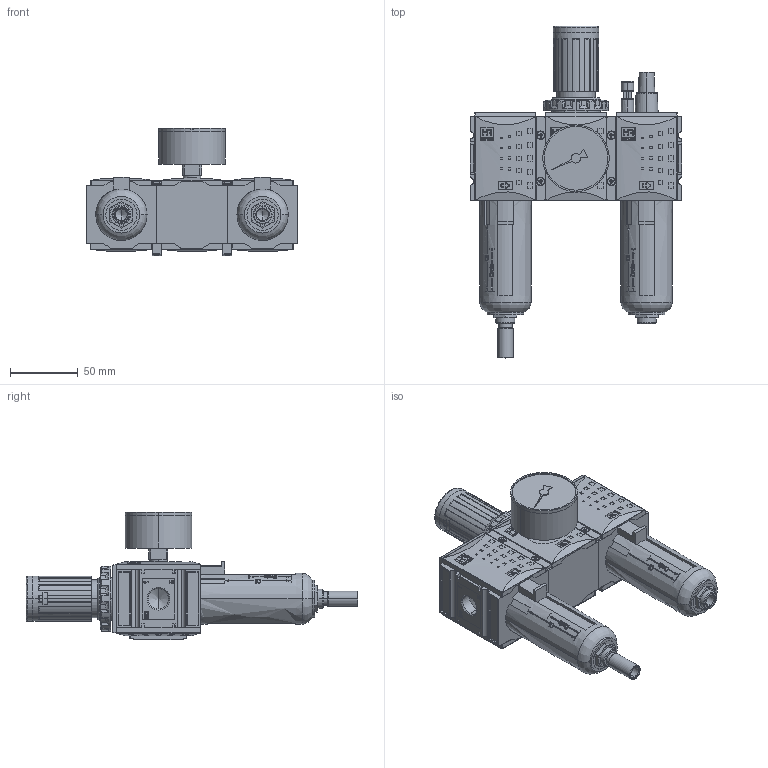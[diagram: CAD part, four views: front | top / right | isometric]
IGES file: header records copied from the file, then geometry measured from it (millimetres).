
Start section: SolidWorks IGES file using analytic representation for surfaces
Global section: file name: KS3U-138_10 AM G.IGS; native system: SolidWorks 2013; preprocessor: SolidWorks 2013; author: technolog; date: 140109.120613; units: millimetre
Bounding box: 156 x 244.5 x 94.1 mm (x, y, z)
Volume: 744093.8 mm3; surface area: 193368.8 mm2
Topology: 40 solids, 40 shells, 4159 faces, 22404 edges, 28858 vertices
Faces by surface type: plane 2147, revolution 1531, bspline 481
